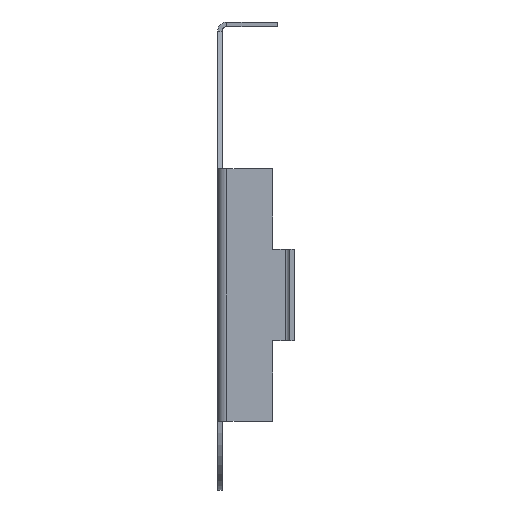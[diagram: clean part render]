
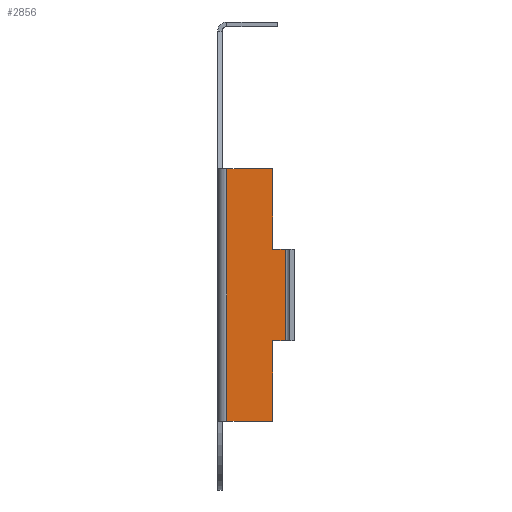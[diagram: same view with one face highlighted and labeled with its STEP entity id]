
A CAD part, left-side view. The second image highlights one B-rep face of the part: STEP entity #2856.
In plain terms, the highlighted planar face has unit normal (-1, 0, 0).
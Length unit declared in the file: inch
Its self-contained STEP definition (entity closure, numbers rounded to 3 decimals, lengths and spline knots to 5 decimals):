
#13 = ORIENTED_EDGE ( 'NONE', *, *, #3044, .F. ) ;
#52 = EDGE_CURVE ( 'NONE', #1092, #3059, #151, .T. ) ;
#71 = VERTEX_POINT ( 'NONE', #777 ) ;
#82 = DIRECTION ( 'NONE',  ( 0., -1., 0. ) ) ;
#118 = DIRECTION ( 'NONE',  ( -1., 0., 0. ) ) ;
#123 = VECTOR ( 'NONE', #82, 39.37008 ) ;
#143 = LINE ( 'NONE', #408, #1496 ) ;
#151 = LINE ( 'NONE', #1348, #2813 ) ;
#277 = CARTESIAN_POINT ( 'NONE',  ( -0.6135, -0.11, -0.475 ) ) ;
#332 = ORIENTED_EDGE ( 'NONE', *, *, #52, .T. ) ;
#338 = DIRECTION ( 'NONE',  ( 0., 0., -1. ) ) ;
#408 = CARTESIAN_POINT ( 'NONE',  ( -0.6135, -0.137, -0.475 ) ) ;
#435 = VERTEX_POINT ( 'NONE', #1430 ) ;
#480 = VERTEX_POINT ( 'NONE', #1701 ) ;
#570 = CARTESIAN_POINT ( 'NONE',  ( -0.6135, -0.01, -0.3 ) ) ;
#750 = EDGE_CURVE ( 'NONE', #480, #435, #143, .T. ) ;
#777 = CARTESIAN_POINT ( 'NONE',  ( -0.6135, -0.11, -0.3 ) ) ;
#784 = CARTESIAN_POINT ( 'NONE',  ( -0.6135, -0.11, -0.475 ) ) ;
#824 = CARTESIAN_POINT ( 'NONE',  ( -0.6135, 0., -0.3 ) ) ;
#835 = CARTESIAN_POINT ( 'NONE',  ( -0.6135, -0.01, -0.85 ) ) ;
#869 = LINE ( 'NONE', #824, #123 ) ;
#893 = DIRECTION ( 'NONE',  ( 0., 0., -1. ) ) ;
#1031 = DIRECTION ( 'NONE',  ( 0., 0., -1. ) ) ;
#1035 = ORIENTED_EDGE ( 'NONE', *, *, #2644, .F. ) ;
#1092 = VERTEX_POINT ( 'NONE', #570 ) ;
#1105 = LINE ( 'NONE', #2005, #3092 ) ;
#1128 = LINE ( 'NONE', #1955, #1750 ) ;
#1213 = VECTOR ( 'NONE', #893, 39.37008 ) ;
#1348 = CARTESIAN_POINT ( 'NONE',  ( -0.6135, -0.01, -0.85 ) ) ;
#1386 = CARTESIAN_POINT ( 'NONE',  ( -0.6135, 0., -0.85 ) ) ;
#1430 = CARTESIAN_POINT ( 'NONE',  ( -0.6135, -0.137, -0.675 ) ) ;
#1496 = VECTOR ( 'NONE', #2218, 39.37008 ) ;
#1506 = DIRECTION ( 'NONE',  ( 0., 1., 0. ) ) ;
#1701 = CARTESIAN_POINT ( 'NONE',  ( -0.6135, -0.137, -0.475 ) ) ;
#1750 = VECTOR ( 'NONE', #2223, 39.37008 ) ;
#1768 = LINE ( 'NONE', #3056, #2706 ) ;
#1897 = DIRECTION ( 'NONE',  ( 0., 1., 0. ) ) ;
#1955 = CARTESIAN_POINT ( 'NONE',  ( -0.6135, -0.137, -0.475 ) ) ;
#1992 = DIRECTION ( 'NONE',  ( 0., 1., 0. ) ) ;
#2005 = CARTESIAN_POINT ( 'NONE',  ( -0.6135, -0.11, -0.85 ) ) ;
#2130 = VERTEX_POINT ( 'NONE', #2885 ) ;
#2197 = ORIENTED_EDGE ( 'NONE', *, *, #3091, .F. ) ;
#2206 = FACE_OUTER_BOUND ( 'NONE', #3146, .T. ) ;
#2218 = DIRECTION ( 'NONE',  ( 0., 0., -1. ) ) ;
#2223 = DIRECTION ( 'NONE',  ( 0., -1., 0. ) ) ;
#2242 = VERTEX_POINT ( 'NONE', #277 ) ;
#2254 = VERTEX_POINT ( 'NONE', #2585 ) ;
#2417 = PLANE ( 'NONE',  #2946 ) ;
#2499 = EDGE_CURVE ( 'NONE', #435, #2254, #1768, .T. ) ;
#2585 = CARTESIAN_POINT ( 'NONE',  ( -0.6135, -0.11, -0.675 ) ) ;
#2600 = LINE ( 'NONE', #3214, #1213 ) ;
#2644 = EDGE_CURVE ( 'NONE', #71, #2242, #2917, .T. ) ;
#2666 = ORIENTED_EDGE ( 'NONE', *, *, #2965, .F. ) ;
#2697 = ORIENTED_EDGE ( 'NONE', *, *, #3186, .F. ) ;
#2706 = VECTOR ( 'NONE', #1506, 39.37008 ) ;
#2813 = VECTOR ( 'NONE', #338, 39.37008 ) ;
#2831 = VECTOR ( 'NONE', #1031, 39.37008 ) ;
#2856 = ADVANCED_FACE ( 'NONE', ( #2206 ), #2417, .T. ) ;
#2885 = CARTESIAN_POINT ( 'NONE',  ( -0.6135, -0.11, -0.85 ) ) ;
#2917 = LINE ( 'NONE', #784, #2831 ) ;
#2946 = AXIS2_PLACEMENT_3D ( 'NONE', #1386, #118, #1897 ) ;
#2953 = ORIENTED_EDGE ( 'NONE', *, *, #750, .F. ) ;
#2965 = EDGE_CURVE ( 'NONE', #2130, #3059, #1105, .T. ) ;
#3044 = EDGE_CURVE ( 'NONE', #1092, #71, #869, .T. ) ;
#3056 = CARTESIAN_POINT ( 'NONE',  ( -0.6135, -0.137, -0.675 ) ) ;
#3059 = VERTEX_POINT ( 'NONE', #835 ) ;
#3091 = EDGE_CURVE ( 'NONE', #2254, #2130, #2600, .T. ) ;
#3092 = VECTOR ( 'NONE', #1992, 39.37008 ) ;
#3146 = EDGE_LOOP ( 'NONE', ( #13, #332, #2666, #2197, #3170, #2953, #2697, #1035 ) ) ;
#3170 = ORIENTED_EDGE ( 'NONE', *, *, #2499, .F. ) ;
#3186 = EDGE_CURVE ( 'NONE', #2242, #480, #1128, .T. ) ;
#3214 = CARTESIAN_POINT ( 'NONE',  ( -0.6135, -0.11, -0.675 ) ) ;
